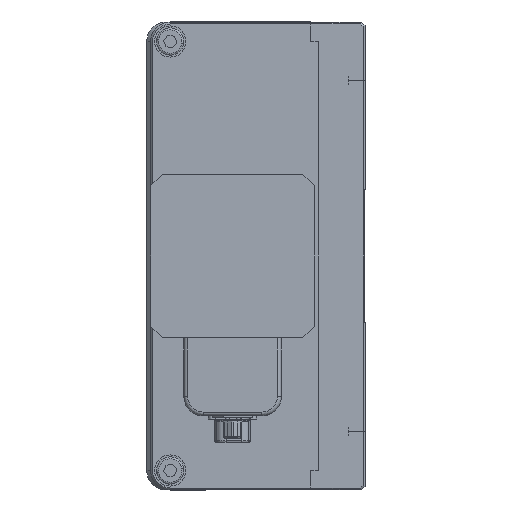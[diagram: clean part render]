
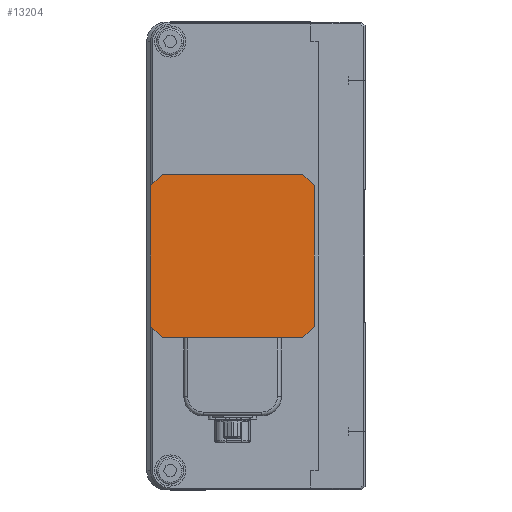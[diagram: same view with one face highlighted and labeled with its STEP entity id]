
A CAD part, left-side view. The second image highlights one B-rep face of the part: STEP entity #13204.
In plain terms, the highlighted planar face has unit normal (-1, 0, 0).
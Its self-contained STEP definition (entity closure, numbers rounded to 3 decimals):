
#439 = EDGE_CURVE ( 'NONE', #15924, #583, #43779, .T. ) ;
#583 = VERTEX_POINT ( 'NONE', #8736 ) ;
#1639 = DIRECTION ( 'NONE',  ( 0., 0., 1. ) ) ;
#1918 = DIRECTION ( 'NONE',  ( 0., 0., 1. ) ) ;
#3384 = CARTESIAN_POINT ( 'NONE',  ( -425.618, 55., 239.991 ) ) ;
#4013 = ORIENTED_EDGE ( 'NONE', *, *, #5908, .T. ) ;
#4380 = CARTESIAN_POINT ( 'NONE',  ( -425.618, 52., 236.991 ) ) ;
#5908 = EDGE_CURVE ( 'NONE', #8448, #13392, #28224, .T. ) ;
#7231 = CARTESIAN_POINT ( 'NONE',  ( -425.618, 52., 278.991 ) ) ;
#7632 = VERTEX_POINT ( 'NONE', #13385 ) ;
#8069 = VECTOR ( 'NONE', #39229, 1000. ) ;
#8288 = VECTOR ( 'NONE', #42137, 1000. ) ;
#8448 = VERTEX_POINT ( 'NONE', #22294 ) ;
#8736 = CARTESIAN_POINT ( 'NONE',  ( -425.618, 16., 236.991 ) ) ;
#8938 = ORIENTED_EDGE ( 'NONE', *, *, #40809, .T. ) ;
#9889 = VECTOR ( 'NONE', #25128, 1000. ) ;
#10023 = VECTOR ( 'NONE', #10897, 1000. ) ;
#10797 = EDGE_CURVE ( 'NONE', #7632, #14095, #16204, .T. ) ;
#10897 = DIRECTION ( 'NONE',  ( 0., -0.707, -0.707 ) ) ;
#11169 = EDGE_CURVE ( 'NONE', #38172, #8448, #24134, .T. ) ;
#13204 = ADVANCED_FACE ( 'NONE', ( #26027 ), #22287, .F. ) ;
#13385 = CARTESIAN_POINT ( 'NONE',  ( -425.618, 55., 275.991 ) ) ;
#13392 = VERTEX_POINT ( 'NONE', #7231 ) ;
#13638 = AXIS2_PLACEMENT_3D ( 'NONE', #42812, #36276, #1918 ) ;
#13738 = CARTESIAN_POINT ( 'NONE',  ( -425.618, 16., 278.991 ) ) ;
#14095 = VERTEX_POINT ( 'NONE', #3384 ) ;
#14233 = VECTOR ( 'NONE', #36179, 1000. ) ;
#15041 = ORIENTED_EDGE ( 'NONE', *, *, #10797, .T. ) ;
#15078 = CARTESIAN_POINT ( 'NONE',  ( -425.618, 55., 236.991 ) ) ;
#15924 = VERTEX_POINT ( 'NONE', #40447 ) ;
#16204 = LINE ( 'NONE', #39692, #35346 ) ;
#17505 = ORIENTED_EDGE ( 'NONE', *, *, #43324, .T. ) ;
#17621 = DIRECTION ( 'NONE',  ( 0., 1., 0. ) ) ;
#20598 = CARTESIAN_POINT ( 'NONE',  ( -425.618, 55., 278.991 ) ) ;
#22075 = EDGE_CURVE ( 'NONE', #13392, #7632, #26967, .T. ) ;
#22287 = PLANE ( 'NONE',  #13638 ) ;
#22294 = CARTESIAN_POINT ( 'NONE',  ( -425.618, 16., 278.991 ) ) ;
#23145 = ORIENTED_EDGE ( 'NONE', *, *, #11169, .T. ) ;
#24134 = LINE ( 'NONE', #13738, #8288 ) ;
#24858 = ORIENTED_EDGE ( 'NONE', *, *, #22075, .T. ) ;
#25128 = DIRECTION ( 'NONE',  ( 0., -1., 0. ) ) ;
#26027 = FACE_OUTER_BOUND ( 'NONE', #26600, .T. ) ;
#26600 = EDGE_LOOP ( 'NONE', ( #15041, #8938, #37125, #42325, #17505, #23145, #4013, #24858 ) ) ;
#26726 = CARTESIAN_POINT ( 'NONE',  ( -425.618, 13., 275.991 ) ) ;
#26967 = LINE ( 'NONE', #43281, #14233 ) ;
#27259 = EDGE_CURVE ( 'NONE', #583, #41305, #41986, .T. ) ;
#27372 = CARTESIAN_POINT ( 'NONE',  ( -425.618, 13., 239.991 ) ) ;
#28224 = LINE ( 'NONE', #20598, #43082 ) ;
#32435 = CARTESIAN_POINT ( 'NONE',  ( -425.618, 13., 278.991 ) ) ;
#32572 = VECTOR ( 'NONE', #1639, 1000. ) ;
#32880 = DIRECTION ( 'NONE',  ( 0., 0., -1. ) ) ;
#35346 = VECTOR ( 'NONE', #32880, 1000. ) ;
#36179 = DIRECTION ( 'NONE',  ( 0., 0.707, -0.707 ) ) ;
#36276 = DIRECTION ( 'NONE',  ( 1., 0., 0. ) ) ;
#36491 = LINE ( 'NONE', #4380, #10023 ) ;
#37125 = ORIENTED_EDGE ( 'NONE', *, *, #439, .T. ) ;
#38172 = VERTEX_POINT ( 'NONE', #26726 ) ;
#39229 = DIRECTION ( 'NONE',  ( 0., -0.707, 0.707 ) ) ;
#39461 = LINE ( 'NONE', #32435, #32572 ) ;
#39692 = CARTESIAN_POINT ( 'NONE',  ( -425.618, 55., 278.991 ) ) ;
#40447 = CARTESIAN_POINT ( 'NONE',  ( -425.618, 52., 236.991 ) ) ;
#40809 = EDGE_CURVE ( 'NONE', #14095, #15924, #36491, .T. ) ;
#41305 = VERTEX_POINT ( 'NONE', #27372 ) ;
#41986 = LINE ( 'NONE', #42947, #8069 ) ;
#42137 = DIRECTION ( 'NONE',  ( 0., 0.707, 0.707 ) ) ;
#42325 = ORIENTED_EDGE ( 'NONE', *, *, #27259, .T. ) ;
#42812 = CARTESIAN_POINT ( 'NONE',  ( -425.618, 34., 257.991 ) ) ;
#42947 = CARTESIAN_POINT ( 'NONE',  ( -425.618, 13., 239.991 ) ) ;
#43082 = VECTOR ( 'NONE', #17621, 1000. ) ;
#43281 = CARTESIAN_POINT ( 'NONE',  ( -425.618, 55., 275.991 ) ) ;
#43324 = EDGE_CURVE ( 'NONE', #41305, #38172, #39461, .T. ) ;
#43779 = LINE ( 'NONE', #15078, #9889 ) ;
